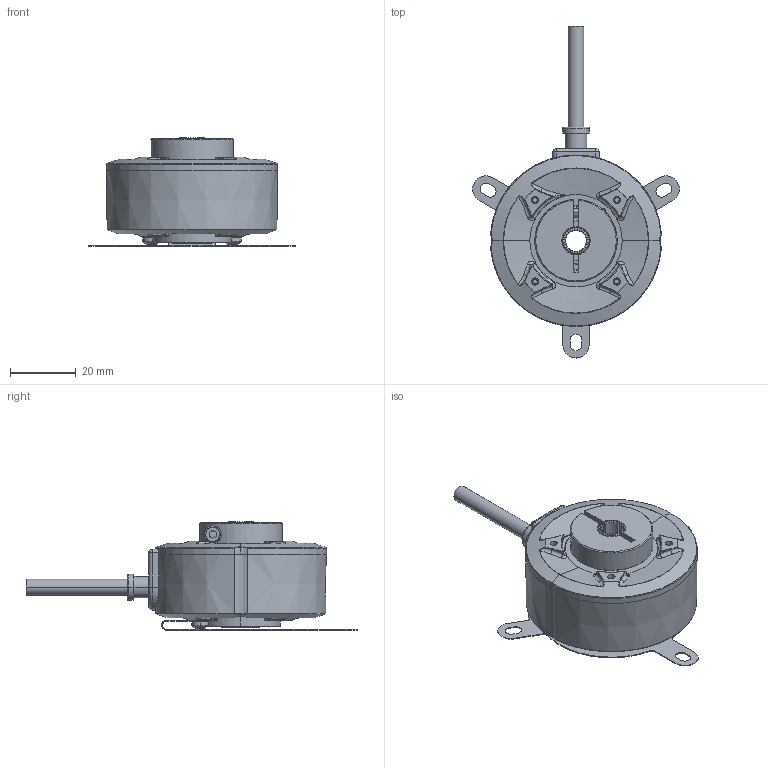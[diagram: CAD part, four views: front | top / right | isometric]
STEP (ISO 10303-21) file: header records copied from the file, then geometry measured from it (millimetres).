
FILE_DESCRIPTION (( 'STEP AP214' ), '1' );
FILE_NAME ('A50H-0360-HZCP6-RL2.STEP', '2024-06-24T18:54:29', ( '' ), ( '' ), 'SwSTEP 2.0', 'SolidWorks 2021', '' );
FILE_SCHEMA (( 'AUTOMOTIVE_DESIGN' ));
Length unit declared in the file: inch
Products named in the file (1): A50H-0360-HZCP6-RL2
Bounding box: 62.59 x 100.6 x 32.8 mm (x, y, z)
Volume: 22775.2 mm3; surface area: 28054.4 mm2
Topology: 14 solids, 14 shells, 954 faces, 2474 edges, 1570 vertices
Faces by surface type: bspline 351, cylinder 259, cone 168, plane 160, torus 16
Entity records: 48738 total; most frequent: CARTESIAN_POINT 27741, ORIENTED_EDGE 4896, DIRECTION 3825, EDGE_CURVE 2448, AXIS2_PLACEMENT_3D 1644, VERTEX_POINT 1570, CIRCLE 1040, EDGE_LOOP 1038
